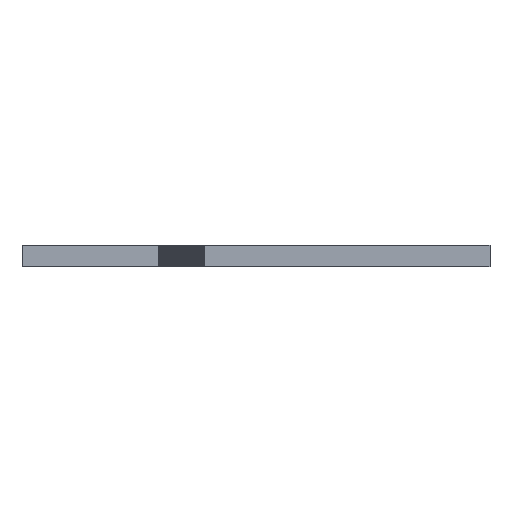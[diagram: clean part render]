
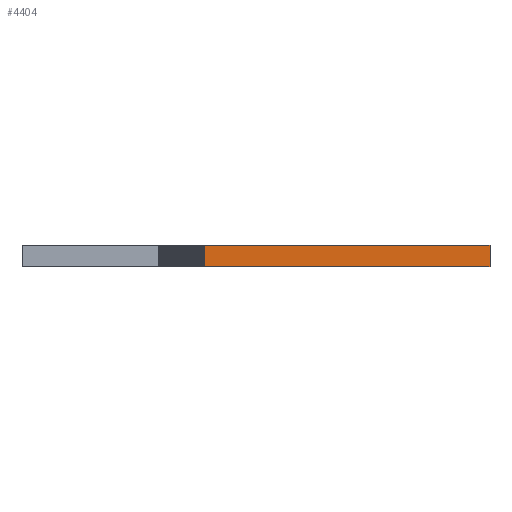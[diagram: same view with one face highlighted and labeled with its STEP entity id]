
A CAD part, left-side view. The second image highlights one B-rep face of the part: STEP entity #4404.
In plain terms, the highlighted planar face has unit normal (-1, 0, 0).
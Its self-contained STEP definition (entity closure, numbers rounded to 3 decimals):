
#83 = PLANE('',#84);
#84 = AXIS2_PLACEMENT_3D('',#85,#86,#87);
#85 = CARTESIAN_POINT('',(112.155,-90.441,4.67));
#86 = DIRECTION('',(-0.,-0.,-1.));
#87 = DIRECTION('',(-1.,0.,0.));
#137 = PLANE('',#138);
#138 = AXIS2_PLACEMENT_3D('',#139,#140,#141);
#139 = CARTESIAN_POINT('',(112.155,-90.441,0.));
#140 = DIRECTION('',(-0.,-0.,-1.));
#141 = DIRECTION('',(-1.,0.,0.));
#4296 = PLANE('',#4297);
#4297 = AXIS2_PLACEMENT_3D('',#4298,#4299,#4300);
#4298 = CARTESIAN_POINT('',(180.,-142.5,0.));
#4299 = DIRECTION('',(0.,-1.,0.));
#4300 = DIRECTION('',(-1.,0.,0.));
#4334 = VERTEX_POINT('',#4335);
#4335 = CARTESIAN_POINT('',(40.,-142.5,4.67));
#4356 = EDGE_CURVE('',#4357,#4334,#4359,.T.);
#4357 = VERTEX_POINT('',#4358);
#4358 = CARTESIAN_POINT('',(40.,-142.5,0.));
#4359 = SURFACE_CURVE('',#4360,(#4364,#4371),.PCURVE_S1.);
#4360 = LINE('',#4361,#4362);
#4361 = CARTESIAN_POINT('',(40.,-142.5,0.));
#4362 = VECTOR('',#4363,1.);
#4363 = DIRECTION('',(0.,0.,1.));
#4364 = PCURVE('',#4296,#4365);
#4365 = DEFINITIONAL_REPRESENTATION('',(#4366),#4370);
#4366 = LINE('',#4367,#4368);
#4367 = CARTESIAN_POINT('',(140.,0.));
#4368 = VECTOR('',#4369,1.);
#4369 = DIRECTION('',(0.,-1.));
#4370 = ( GEOMETRIC_REPRESENTATION_CONTEXT(2) 
PARAMETRIC_REPRESENTATION_CONTEXT() REPRESENTATION_CONTEXT('2D SPACE',''
  ) );
#4371 = PCURVE('',#4372,#4377);
#4372 = PLANE('',#4373);
#4373 = AXIS2_PLACEMENT_3D('',#4374,#4375,#4376);
#4374 = CARTESIAN_POINT('',(40.,-142.5,0.));
#4375 = DIRECTION('',(-1.,0.,0.));
#4376 = DIRECTION('',(0.,1.,0.));
#4377 = DEFINITIONAL_REPRESENTATION('',(#4378),#4382);
#4378 = LINE('',#4379,#4380);
#4379 = CARTESIAN_POINT('',(0.,0.));
#4380 = VECTOR('',#4381,1.);
#4381 = DIRECTION('',(0.,-1.));
#4382 = ( GEOMETRIC_REPRESENTATION_CONTEXT(2) 
PARAMETRIC_REPRESENTATION_CONTEXT() REPRESENTATION_CONTEXT('2D SPACE',''
  ) );
#4404 = ADVANCED_FACE('',(#4405),#4372,.T.);
#4405 = FACE_BOUND('',#4406,.T.);
#4406 = EDGE_LOOP('',(#4407,#4408,#4431,#4459));
#4407 = ORIENTED_EDGE('',*,*,#4356,.T.);
#4408 = ORIENTED_EDGE('',*,*,#4409,.T.);
#4409 = EDGE_CURVE('',#4334,#4410,#4412,.T.);
#4410 = VERTEX_POINT('',#4411);
#4411 = CARTESIAN_POINT('',(40.,-80.,4.67));
#4412 = SURFACE_CURVE('',#4413,(#4417,#4424),.PCURVE_S1.);
#4413 = LINE('',#4414,#4415);
#4414 = CARTESIAN_POINT('',(40.,-142.5,4.67));
#4415 = VECTOR('',#4416,1.);
#4416 = DIRECTION('',(0.,1.,0.));
#4417 = PCURVE('',#4372,#4418);
#4418 = DEFINITIONAL_REPRESENTATION('',(#4419),#4423);
#4419 = LINE('',#4420,#4421);
#4420 = CARTESIAN_POINT('',(0.,-4.67));
#4421 = VECTOR('',#4422,1.);
#4422 = DIRECTION('',(1.,0.));
#4423 = ( GEOMETRIC_REPRESENTATION_CONTEXT(2) 
PARAMETRIC_REPRESENTATION_CONTEXT() REPRESENTATION_CONTEXT('2D SPACE',''
  ) );
#4424 = PCURVE('',#83,#4425);
#4425 = DEFINITIONAL_REPRESENTATION('',(#4426),#4430);
#4426 = LINE('',#4427,#4428);
#4427 = CARTESIAN_POINT('',(72.155,-52.059));
#4428 = VECTOR('',#4429,1.);
#4429 = DIRECTION('',(0.,1.));
#4430 = ( GEOMETRIC_REPRESENTATION_CONTEXT(2) 
PARAMETRIC_REPRESENTATION_CONTEXT() REPRESENTATION_CONTEXT('2D SPACE',''
  ) );
#4431 = ORIENTED_EDGE('',*,*,#4432,.F.);
#4432 = EDGE_CURVE('',#4433,#4410,#4435,.T.);
#4433 = VERTEX_POINT('',#4434);
#4434 = CARTESIAN_POINT('',(40.,-80.,0.));
#4435 = SURFACE_CURVE('',#4436,(#4440,#4447),.PCURVE_S1.);
#4436 = LINE('',#4437,#4438);
#4437 = CARTESIAN_POINT('',(40.,-80.,0.));
#4438 = VECTOR('',#4439,1.);
#4439 = DIRECTION('',(0.,0.,1.));
#4440 = PCURVE('',#4372,#4441);
#4441 = DEFINITIONAL_REPRESENTATION('',(#4442),#4446);
#4442 = LINE('',#4443,#4444);
#4443 = CARTESIAN_POINT('',(62.5,0.));
#4444 = VECTOR('',#4445,1.);
#4445 = DIRECTION('',(0.,-1.));
#4446 = ( GEOMETRIC_REPRESENTATION_CONTEXT(2) 
PARAMETRIC_REPRESENTATION_CONTEXT() REPRESENTATION_CONTEXT('2D SPACE',''
  ) );
#4447 = PCURVE('',#4448,#4453);
#4448 = PLANE('',#4449);
#4449 = AXIS2_PLACEMENT_3D('',#4450,#4451,#4452);
#4450 = CARTESIAN_POINT('',(40.,-80.,0.));
#4451 = DIRECTION('',(0.,1.,0.));
#4452 = DIRECTION('',(1.,0.,0.));
#4453 = DEFINITIONAL_REPRESENTATION('',(#4454),#4458);
#4454 = LINE('',#4455,#4456);
#4455 = CARTESIAN_POINT('',(0.,0.));
#4456 = VECTOR('',#4457,1.);
#4457 = DIRECTION('',(0.,-1.));
#4458 = ( GEOMETRIC_REPRESENTATION_CONTEXT(2) 
PARAMETRIC_REPRESENTATION_CONTEXT() REPRESENTATION_CONTEXT('2D SPACE',''
  ) );
#4459 = ORIENTED_EDGE('',*,*,#4460,.F.);
#4460 = EDGE_CURVE('',#4357,#4433,#4461,.T.);
#4461 = SURFACE_CURVE('',#4462,(#4466,#4473),.PCURVE_S1.);
#4462 = LINE('',#4463,#4464);
#4463 = CARTESIAN_POINT('',(40.,-142.5,0.));
#4464 = VECTOR('',#4465,1.);
#4465 = DIRECTION('',(0.,1.,0.));
#4466 = PCURVE('',#4372,#4467);
#4467 = DEFINITIONAL_REPRESENTATION('',(#4468),#4472);
#4468 = LINE('',#4469,#4470);
#4469 = CARTESIAN_POINT('',(0.,0.));
#4470 = VECTOR('',#4471,1.);
#4471 = DIRECTION('',(1.,0.));
#4472 = ( GEOMETRIC_REPRESENTATION_CONTEXT(2) 
PARAMETRIC_REPRESENTATION_CONTEXT() REPRESENTATION_CONTEXT('2D SPACE',''
  ) );
#4473 = PCURVE('',#137,#4474);
#4474 = DEFINITIONAL_REPRESENTATION('',(#4475),#4479);
#4475 = LINE('',#4476,#4477);
#4476 = CARTESIAN_POINT('',(72.155,-52.059));
#4477 = VECTOR('',#4478,1.);
#4478 = DIRECTION('',(0.,1.));
#4479 = ( GEOMETRIC_REPRESENTATION_CONTEXT(2) 
PARAMETRIC_REPRESENTATION_CONTEXT() REPRESENTATION_CONTEXT('2D SPACE',''
  ) );
